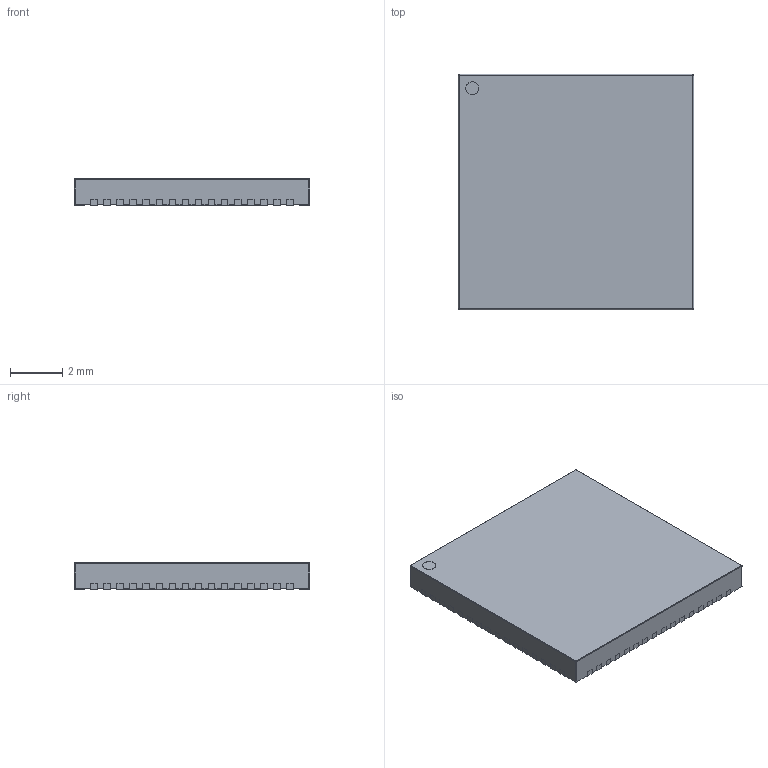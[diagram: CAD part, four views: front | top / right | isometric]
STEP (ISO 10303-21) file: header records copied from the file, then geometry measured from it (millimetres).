
FILE_DESCRIPTION (( 'STEP AP214' ), '1' );
FILE_NAME ('dsPIC33AK32MC106-EM7.STEP', '2024-11-24T16:29:17', ( '' ), ( '' ), 'SwSTEP 2.0', 'SolidWorks 2023', '' );
FILE_SCHEMA (( 'AUTOMOTIVE_DESIGN' ));
Length unit declared in the file: millimetre
Products named in the file (1): dsPIC33AK32MC106-EM7
Bounding box: 9 x 9 x 1 mm (x, y, z)
Volume: 80.1 mm3; surface area: 291.8 mm2
Topology: 67 solids, 67 shells, 710 faces, 1714 edges, 1136 vertices
Faces by surface type: plane 534, cylinder 172, sphere 4
Entity records: 24866 total; most frequent: CARTESIAN_POINT 3557, DIRECTION 3476, ORIENTED_EDGE 3420, EDGE_CURVE 1710, LINE 1366, VECTOR 1366, VERTEX_POINT 1136, AXIS2_PLACEMENT_3D 1055
